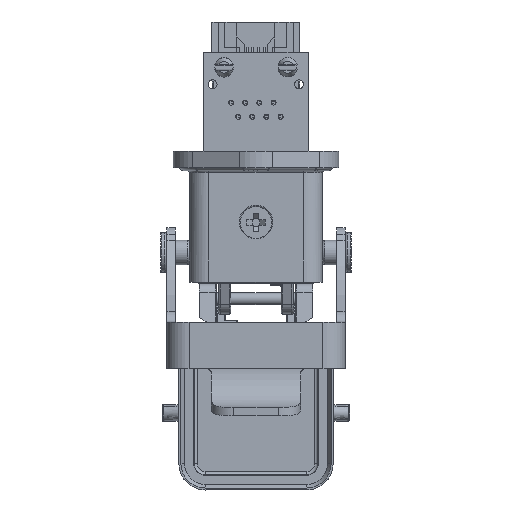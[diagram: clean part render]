
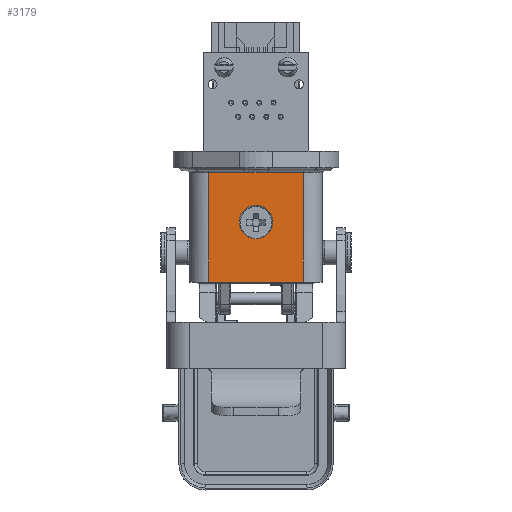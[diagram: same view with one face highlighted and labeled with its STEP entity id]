
A CAD part, left-side view. The second image highlights one B-rep face of the part: STEP entity #3179.
In plain terms, the highlighted planar face has unit normal (-1, 0, 0).
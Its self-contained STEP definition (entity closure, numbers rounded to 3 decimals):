
#459=FACE_BOUND('',#6692,.T.);
#460=FACE_BOUND('',#6693,.T.);
#883=B_SPLINE_CURVE_WITH_KNOTS('',3,(#44894,#44895,#44896,#44897,#44898,
#44899),.UNSPECIFIED.,.F.,.F.,(4,2,4),(0.,0.351,1.),
 .UNSPECIFIED.);
#884=B_SPLINE_CURVE_WITH_KNOTS('',3,(#44901,#44902,#44903,#44904,#44905,
#44906,#44907,#44908,#44909,#44910),.UNSPECIFIED.,.F.,.F.,(4,2,2,2,4),(0.,
0.041,0.206,0.865,1.),
 .UNSPECIFIED.);
#885=B_SPLINE_CURVE_WITH_KNOTS('',3,(#44912,#44913,#44914,#44915,#44916,
#44917),.UNSPECIFIED.,.F.,.F.,(4,2,4),(0.,0.351,1.),
 .UNSPECIFIED.);
#1865=CIRCLE('',#26291,3.);
#3179=ADVANCED_FACE('',(#459,#460),#4163,.T.);
#4163=PLANE('',#26292);
#6692=EDGE_LOOP('',(#12929));
#6693=EDGE_LOOP('',(#12930,#12931,#12932,#12933));
#12929=ORIENTED_EDGE('',*,*,#19367,.F.);
#12930=ORIENTED_EDGE('',*,*,#19368,.T.);
#12931=ORIENTED_EDGE('',*,*,#19369,.T.);
#12932=ORIENTED_EDGE('',*,*,#19370,.F.);
#12933=ORIENTED_EDGE('',*,*,#19349,.T.);
#16021=VERTEX_POINT('',#44852);
#16022=VERTEX_POINT('',#44853);
#16033=VERTEX_POINT('',#44893);
#16034=VERTEX_POINT('',#44900);
#16035=VERTEX_POINT('',#44911);
#19349=EDGE_CURVE('',#16021,#16022,#22036,.T.);
#19367=EDGE_CURVE('',#16033,#16033,#1865,.T.);
#19368=EDGE_CURVE('',#16022,#16034,#883,.T.);
#19369=EDGE_CURVE('',#16034,#16035,#884,.T.);
#19370=EDGE_CURVE('',#16021,#16035,#885,.T.);
#22036=LINE('',#44851,#24408);
#24408=VECTOR('',#32165,1.);
#26291=AXIS2_PLACEMENT_3D('',#44892,#32191,#32192);
#26292=AXIS2_PLACEMENT_3D('',#44918,#32193,#32194);
#32165=DIRECTION('',(0.,-1.,0.));
#32191=DIRECTION('',(-1.,0.,0.));
#32192=DIRECTION('',(0.,1.,0.));
#32193=DIRECTION('',(-1.,0.,0.));
#32194=DIRECTION('',(0.,0.,-1.));
#44851=CARTESIAN_POINT('',(-11.95,0.,-23.5));
#44852=CARTESIAN_POINT('',(-11.95,8.5,-23.5));
#44853=CARTESIAN_POINT('',(-11.95,-8.5,-23.5));
#44892=CARTESIAN_POINT('',(-11.95,0.,-12.7));
#44893=CARTESIAN_POINT('',(-11.95,3.,-12.7));
#44894=CARTESIAN_POINT('',(-11.95,-8.5,-23.5));
#44895=CARTESIAN_POINT('',(-11.95,-8.5,-21.2));
#44896=CARTESIAN_POINT('',(-11.95,-8.5,-18.9));
#44897=CARTESIAN_POINT('',(-11.95,-8.5,-12.35));
#44898=CARTESIAN_POINT('',(-11.95,-8.5,-8.1));
#44899=CARTESIAN_POINT('',(-11.95,-8.5,-3.85));
#44900=CARTESIAN_POINT('',(-11.95,-8.5,-3.85));
#44901=CARTESIAN_POINT('',(-11.95,-8.5,-3.85));
#44902=CARTESIAN_POINT('',(-11.95,-8.267,-3.85));
#44903=CARTESIAN_POINT('',(-11.95,-8.033,-3.85));
#44904=CARTESIAN_POINT('',(-11.95,-6.867,-3.85));
#44905=CARTESIAN_POINT('',(-11.95,-5.933,-3.85));
#44906=CARTESIAN_POINT('',(-11.95,-1.267,-3.85));
#44907=CARTESIAN_POINT('',(-11.95,2.467,-3.85));
#44908=CARTESIAN_POINT('',(-11.95,6.967,-3.85));
#44909=CARTESIAN_POINT('',(-11.95,7.733,-3.85));
#44910=CARTESIAN_POINT('',(-11.95,8.5,-3.85));
#44911=CARTESIAN_POINT('',(-11.95,8.5,-3.85));
#44912=CARTESIAN_POINT('',(-11.95,8.5,-23.5));
#44913=CARTESIAN_POINT('',(-11.95,8.5,-21.2));
#44914=CARTESIAN_POINT('',(-11.95,8.5,-18.9));
#44915=CARTESIAN_POINT('',(-11.95,8.5,-12.35));
#44916=CARTESIAN_POINT('',(-11.95,8.5,-8.1));
#44917=CARTESIAN_POINT('',(-11.95,8.5,-3.85));
#44918=CARTESIAN_POINT('',(-11.95,0.,33.534));
